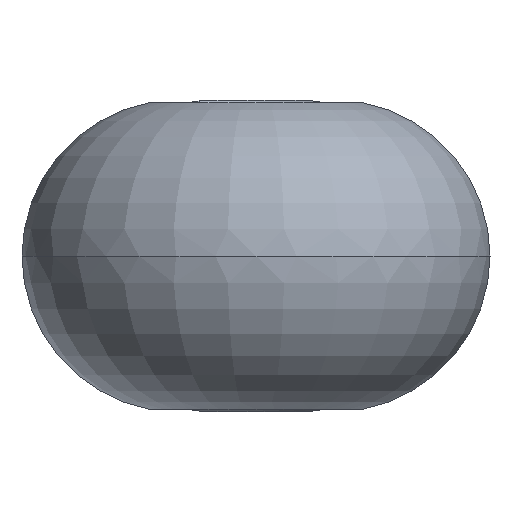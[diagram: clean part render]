
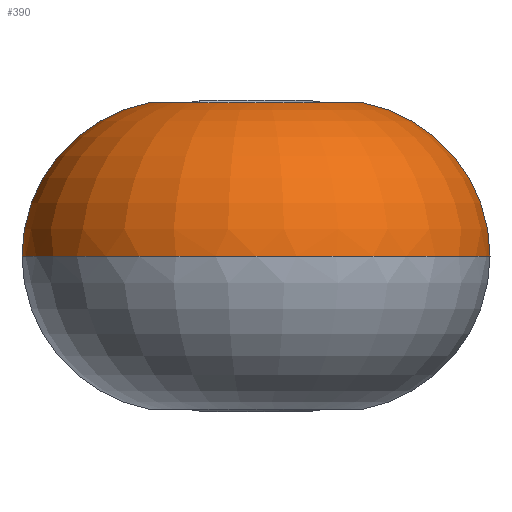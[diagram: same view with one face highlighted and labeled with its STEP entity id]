
A CAD part, front view. The second image highlights one B-rep face of the part: STEP entity #390.
In plain terms, the highlighted toroidal (fillet/blend) face has major radius 2 mm and minor radius 4 mm.
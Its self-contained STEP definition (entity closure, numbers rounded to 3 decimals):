
#9 = DIRECTION ( 'NONE',  ( 0., 0., -1. ) ) ;
#17 = VERTEX_POINT ( 'NONE', #614 ) ;
#24 = DIRECTION ( 'NONE',  ( -1., 0., 0. ) ) ;
#27 = CARTESIAN_POINT ( 'NONE',  ( 0., 0., 4. ) ) ;
#33 = DIRECTION ( 'NONE',  ( 0., 1., 0. ) ) ;
#68 = EDGE_CURVE ( 'NONE', #17, #680, #533, .T. ) ;
#73 = AXIS2_PLACEMENT_3D ( 'NONE', #381, #33, #1050 ) ;
#83 = AXIS2_PLACEMENT_3D ( 'NONE', #425, #854, #760 ) ;
#85 = EDGE_CURVE ( 'NONE', #836, #786, #1035, .T. ) ;
#89 = DIRECTION ( 'NONE',  ( 0., -1., 0. ) ) ;
#109 = CIRCLE ( 'NONE', #771, 4. ) ;
#145 = CARTESIAN_POINT ( 'NONE',  ( 6., 0., 4. ) ) ;
#169 = CARTESIAN_POINT ( 'NONE',  ( 2., 0., 4. ) ) ;
#272 = FACE_OUTER_BOUND ( 'NONE', #329, .T. ) ;
#285 = ORIENTED_EDGE ( 'NONE', *, *, #85, .T. ) ;
#300 = ORIENTED_EDGE ( 'NONE', *, *, #862, .T. ) ;
#329 = EDGE_LOOP ( 'NONE', ( #869, #285, #300, #426 ) ) ;
#341 = CIRCLE ( 'NONE', #73, 4. ) ;
#381 = CARTESIAN_POINT ( 'NONE',  ( -2., 0., 4. ) ) ;
#390 = ADVANCED_FACE ( 'NONE', ( #272 ), #821, .T. ) ;
#392 = CARTESIAN_POINT ( 'NONE',  ( -6., 0., 4. ) ) ;
#416 = DIRECTION ( 'NONE',  ( 0., 0., 1. ) ) ;
#425 = CARTESIAN_POINT ( 'NONE',  ( 0., 0., 4. ) ) ;
#426 = ORIENTED_EDGE ( 'NONE', *, *, #68, .T. ) ;
#467 = CARTESIAN_POINT ( 'NONE',  ( -2.732, 0., 7.932 ) ) ;
#511 = DIRECTION ( 'NONE',  ( 0., 0., -1. ) ) ;
#533 = CIRCLE ( 'NONE', #684, 2.732 ) ;
#537 = AXIS2_PLACEMENT_3D ( 'NONE', #27, #416, #666 ) ;
#614 = CARTESIAN_POINT ( 'NONE',  ( 2.732, 0., 7.932 ) ) ;
#666 = DIRECTION ( 'NONE',  ( 1., 0., 0. ) ) ;
#680 = VERTEX_POINT ( 'NONE', #467 ) ;
#684 = AXIS2_PLACEMENT_3D ( 'NONE', #936, #511, #24 ) ;
#760 = DIRECTION ( 'NONE',  ( 1., 0., 0. ) ) ;
#771 = AXIS2_PLACEMENT_3D ( 'NONE', #169, #89, #9 ) ;
#786 = VERTEX_POINT ( 'NONE', #145 ) ;
#821 = TOROIDAL_SURFACE ( 'NONE', #537, 2., 4. ) ;
#836 = VERTEX_POINT ( 'NONE', #392 ) ;
#854 = DIRECTION ( 'NONE',  ( 0., 0., 1. ) ) ;
#862 = EDGE_CURVE ( 'NONE', #786, #17, #109, .T. ) ;
#869 = ORIENTED_EDGE ( 'NONE', *, *, #931, .F. ) ;
#931 = EDGE_CURVE ( 'NONE', #836, #680, #341, .T. ) ;
#936 = CARTESIAN_POINT ( 'NONE',  ( 0., 0., 7.932 ) ) ;
#1035 = CIRCLE ( 'NONE', #83, 6. ) ;
#1050 = DIRECTION ( 'NONE',  ( -1., 0., 0. ) ) ;
